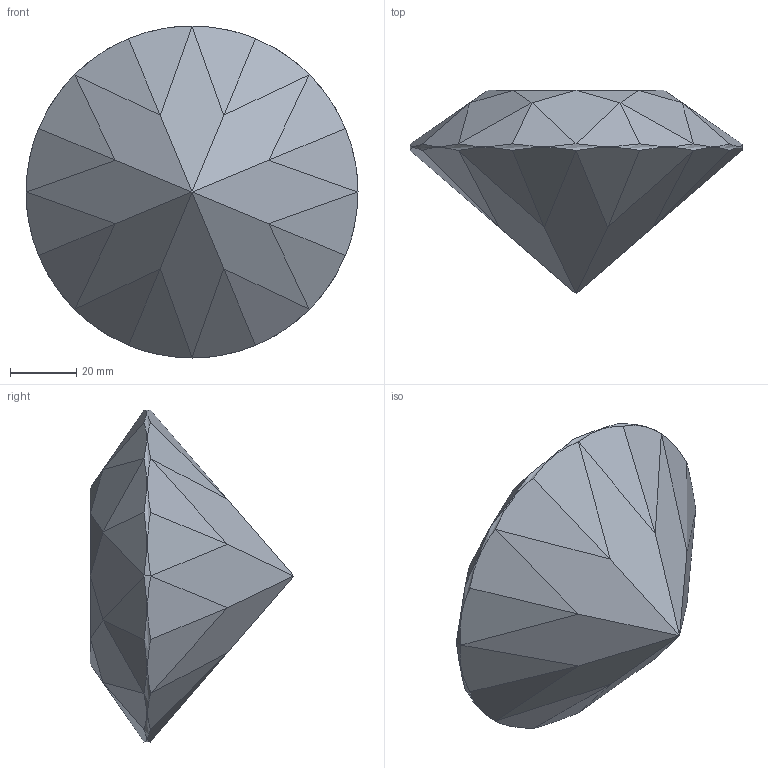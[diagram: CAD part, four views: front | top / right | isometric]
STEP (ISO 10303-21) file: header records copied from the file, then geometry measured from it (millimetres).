
FILE_DESCRIPTION((''),'2;1');
FILE_NAME('DIAMOND_CUT','2011-12-15T',('mundofr'),(''),'PRO/ENGINEER BY PARAMETRIC TECHNOLOGY CORPORATION, 2010480','PRO/ENGINEER BY PARAMETRIC TECHNOLOGY CORPORATION, 2010480','');
FILE_SCHEMA(('CONFIG_CONTROL_DESIGN'));
Length unit declared in the file: millimetre
Products named in the file (1): DIAMOND_CUT
Bounding box: 100 x 61.23 x 100 mm (x, y, z)
Volume: 207404.6 mm3; surface area: 20057.6 mm2
Topology: 1 solids, 1 shells, 59 faces, 114 edges, 57 vertices
Faces by surface type: plane 57, cylinder 2
Entity records: 1477 total; most frequent: CARTESIAN_POINT 341, ORIENTED_EDGE 228, DIRECTION 200, EDGE_CURVE 114, VECTOR 82, LINE 82, AXIS2_PLACEMENT_3D 59, EDGE_LOOP 59
